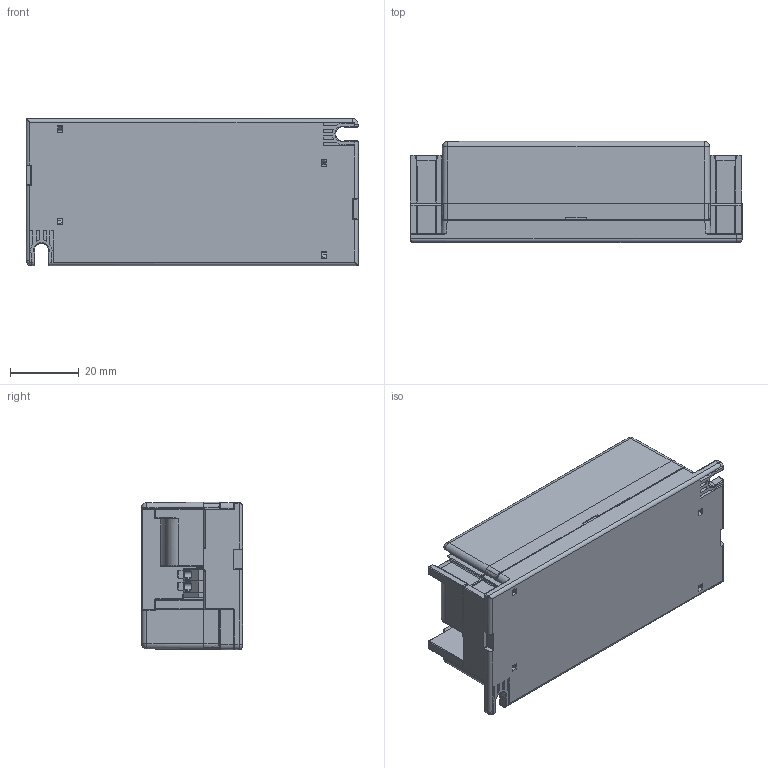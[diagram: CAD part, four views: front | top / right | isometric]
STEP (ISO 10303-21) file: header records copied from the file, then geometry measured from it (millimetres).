
FILE_DESCRIPTION (( 'STEP AP214' ), '1' );
FILE_NAME ('OT FIT 20 220-240 500 CS.STEP', '2019-08-23T11:48:09', ( '' ), ( '' ), 'SwSTEP 2.0', 'SolidWorks 2017', '' );
FILE_SCHEMA (( 'AUTOMOTIVE_DESIGN' ));
Length unit declared in the file: millimetre
Products named in the file (1): OT FIT 20 220-240 500 CS
Bounding box: 96.94 x 29.5 x 43.12 mm (x, y, z)
Volume: 104858.7 mm3; surface area: 22648.9 mm2
Topology: 1 solids, 19 shells, 1672 faces, 4405 edges, 2697 vertices
Faces by surface type: plane 737, cylinder 490, bspline 318, sphere 72, torus 47, cone 8
Entity records: 79017 total; most frequent: CARTESIAN_POINT 23326, ORIENTED_EDGE 8666, DIRECTION 6723, EDGE_CURVE 4333, VERTEX_POINT 2697, LINE 2661, VECTOR 2661, AXIS2_PLACEMENT_3D 2031
